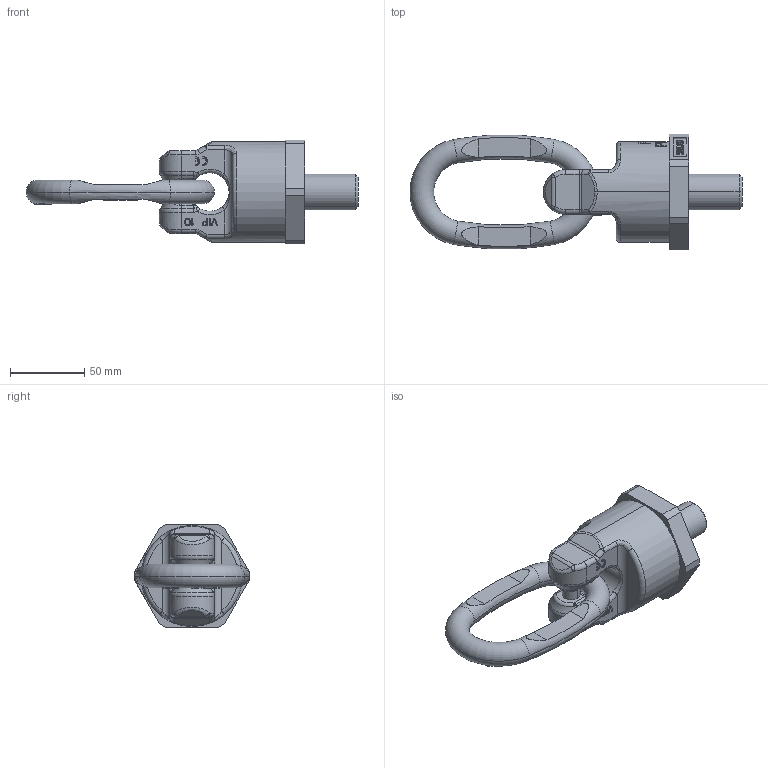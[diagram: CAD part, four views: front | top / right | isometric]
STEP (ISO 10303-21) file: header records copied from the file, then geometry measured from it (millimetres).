
FILE_DESCRIPTION((''),'2;1');
FILE_NAME('001-M31341-P-20_ASM','2019-09-11T',('anja.joas'),(''),'PRO/ENGINEER BY PARAMETRIC TECHNOLOGY CORPORATION, 2011490','PRO/ENGINEER BY PARAMETRIC TECHNOLOGY CORPORATION, 2011490','');
FILE_SCHEMA(('CONFIG_CONTROL_DESIGN'));
Length unit declared in the file: millimetre
Products named in the file (4): 001-M31341-P-20_AF0; 001-M31341-P-40; 001-M31290-003; 001-M31341-P-20_ASM
Assembly tree (3 placements, depth 2):
  001-M31341-P-20_ASM
    001-M31341-P-20_AF0
    001-M31341-P-40
    001-M31290-003
Bounding box: 224 x 78 x 70 mm (x, y, z)
Volume: 314313.9 mm3; surface area: 51625.3 mm2
Topology: 3 solids, 3 shells, 883 faces, 2361 edges, 1533 vertices
Faces by surface type: plane 709, cylinder 67, bspline 64, torus 33, sphere 8, cone 2
Entity records: 29968 total; most frequent: CARTESIAN_POINT 8715, ORIENTED_EDGE 4722, DIRECTION 3850, EDGE_CURVE 2361, VECTOR 1662, LINE 1662, VERTEX_POINT 1533, AXIS2_PLACEMENT_3D 1094
